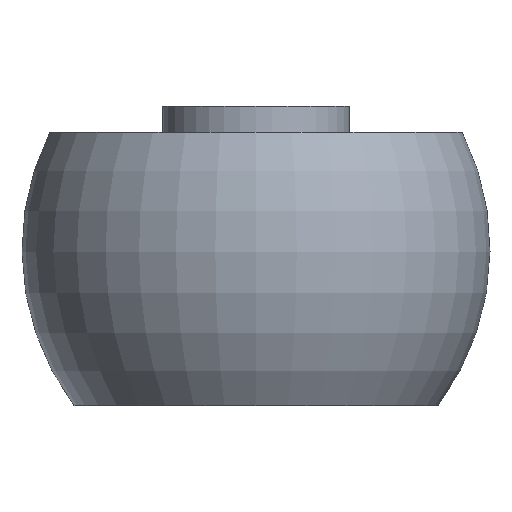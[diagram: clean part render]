
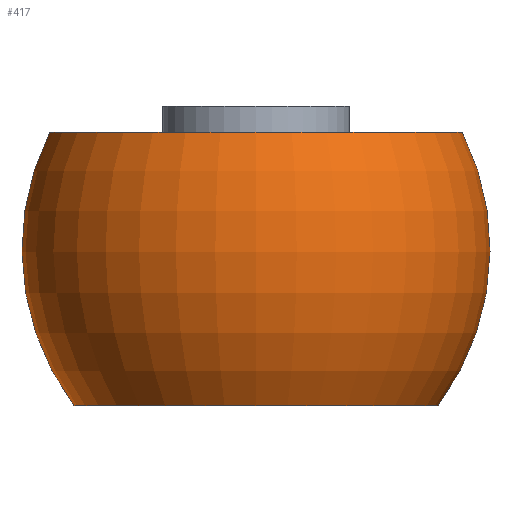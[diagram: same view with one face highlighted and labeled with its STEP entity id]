
A CAD part, front view. The second image highlights one B-rep face of the part: STEP entity #417.
In plain terms, the highlighted face is a revolution surface.
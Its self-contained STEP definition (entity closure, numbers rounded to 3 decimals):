
#273 = PLANE('',#274);
#274 = AXIS2_PLACEMENT_3D('',#275,#276,#277);
#275 = CARTESIAN_POINT('',(96.5,-1.,10.5));
#276 = DIRECTION('',(0.,0.,1.));
#277 = DIRECTION('',(-1.,0.,0.));
#310 = PLANE('',#311);
#311 = AXIS2_PLACEMENT_3D('',#312,#313,#314);
#312 = CARTESIAN_POINT('',(96.5,-1.,0.));
#313 = DIRECTION('',(0.,0.,-1.));
#314 = DIRECTION('',(1.,0.,0.));
#351 = EDGE_CURVE('',#352,#352,#354,.T.);
#352 = VERTEX_POINT('',#353);
#353 = CARTESIAN_POINT('',(104.43,-1.,10.5));
#354 = SURFACE_CURVE('',#355,(#360,#371),.PCURVE_S1.);
#355 = CIRCLE('',#356,7.93);
#356 = AXIS2_PLACEMENT_3D('',#357,#358,#359);
#357 = CARTESIAN_POINT('',(96.5,-1.,10.5));
#358 = DIRECTION('',(0.,0.,-1.));
#359 = DIRECTION('',(1.,0.,0.));
#360 = PCURVE('',#273,#361);
#361 = DEFINITIONAL_REPRESENTATION('',(#362),#370);
#362 = ( BOUNDED_CURVE() B_SPLINE_CURVE(2,(#363,#364,#365,#366,#367,#368
,#369),.UNSPECIFIED.,.T.,.F.) B_SPLINE_CURVE_WITH_KNOTS((1,2,2,2,2,1),(
    -2.094,0.,2.094,4.189,6.283,
8.378),.UNSPECIFIED.) CURVE() GEOMETRIC_REPRESENTATION_ITEM() 
RATIONAL_B_SPLINE_CURVE((1.,0.5,1.,0.5,1.,0.5,1.)) REPRESENTATION_ITEM(
  '') );
#363 = CARTESIAN_POINT('',(-7.93,0.));
#364 = CARTESIAN_POINT('',(-7.93,13.736));
#365 = CARTESIAN_POINT('',(3.965,6.868));
#366 = CARTESIAN_POINT('',(15.861,0.));
#367 = CARTESIAN_POINT('',(3.965,-6.868));
#368 = CARTESIAN_POINT('',(-7.93,-13.736));
#369 = CARTESIAN_POINT('',(-7.93,0.));
#370 = ( GEOMETRIC_REPRESENTATION_CONTEXT(2) 
PARAMETRIC_REPRESENTATION_CONTEXT() REPRESENTATION_CONTEXT('2D SPACE',''
  ) );
#371 = PCURVE('',#372,#381);
#372 = SURFACE_OF_REVOLUTION('',#373,#378);
#373 = CIRCLE('',#374,10.);
#374 = AXIS2_PLACEMENT_3D('',#375,#376,#377);
#375 = CARTESIAN_POINT('',(95.5,-1.,6.));
#376 = DIRECTION('',(0.,-1.,0.));
#377 = DIRECTION('',(1.,0.,0.));
#378 = AXIS1_PLACEMENT('',#379,#380);
#379 = CARTESIAN_POINT('',(96.5,-1.,15.));
#380 = DIRECTION('',(0.,0.,-1.));
#381 = DEFINITIONAL_REPRESENTATION('',(#382),#386);
#382 = LINE('',#383,#384);
#383 = CARTESIAN_POINT('',(0.,6.75));
#384 = VECTOR('',#385,1.);
#385 = DIRECTION('',(1.,0.));
#386 = ( GEOMETRIC_REPRESENTATION_CONTEXT(2) 
PARAMETRIC_REPRESENTATION_CONTEXT() REPRESENTATION_CONTEXT('2D SPACE',''
  ) );
#394 = EDGE_CURVE('',#395,#395,#397,.T.);
#395 = VERTEX_POINT('',#396);
#396 = CARTESIAN_POINT('',(103.5,-1.,0.));
#397 = SURFACE_CURVE('',#398,(#403,#410),.PCURVE_S1.);
#398 = CIRCLE('',#399,7.);
#399 = AXIS2_PLACEMENT_3D('',#400,#401,#402);
#400 = CARTESIAN_POINT('',(96.5,-1.,0.));
#401 = DIRECTION('',(0.,0.,-1.));
#402 = DIRECTION('',(1.,0.,0.));
#403 = PCURVE('',#310,#404);
#404 = DEFINITIONAL_REPRESENTATION('',(#405),#409);
#405 = CIRCLE('',#406,7.);
#406 = AXIS2_PLACEMENT_2D('',#407,#408);
#407 = CARTESIAN_POINT('',(0.,0.));
#408 = DIRECTION('',(1.,-0.));
#409 = ( GEOMETRIC_REPRESENTATION_CONTEXT(2) 
PARAMETRIC_REPRESENTATION_CONTEXT() REPRESENTATION_CONTEXT('2D SPACE',''
  ) );
#410 = PCURVE('',#372,#411);
#411 = DEFINITIONAL_REPRESENTATION('',(#412),#416);
#412 = LINE('',#413,#414);
#413 = CARTESIAN_POINT('',(0.,5.64));
#414 = VECTOR('',#415,1.);
#415 = DIRECTION('',(1.,0.));
#416 = ( GEOMETRIC_REPRESENTATION_CONTEXT(2) 
PARAMETRIC_REPRESENTATION_CONTEXT() REPRESENTATION_CONTEXT('2D SPACE',''
  ) );
#417 = ADVANCED_FACE('',(#418),#372,.F.);
#418 = FACE_BOUND('',#419,.F.);
#419 = EDGE_LOOP('',(#420,#421,#443,#444));
#420 = ORIENTED_EDGE('',*,*,#394,.T.);
#421 = ORIENTED_EDGE('',*,*,#422,.T.);
#422 = EDGE_CURVE('',#395,#352,#423,.T.);
#423 = SEAM_CURVE('',#424,(#429,#436),.PCURVE_S1.);
#424 = CIRCLE('',#425,10.);
#425 = AXIS2_PLACEMENT_3D('',#426,#427,#428);
#426 = CARTESIAN_POINT('',(95.5,-1.,6.));
#427 = DIRECTION('',(0.,-1.,0.));
#428 = DIRECTION('',(1.,0.,0.));
#429 = PCURVE('',#372,#430);
#430 = DEFINITIONAL_REPRESENTATION('',(#431),#435);
#431 = LINE('',#432,#433);
#432 = CARTESIAN_POINT('',(0.,0.));
#433 = VECTOR('',#434,1.);
#434 = DIRECTION('',(0.,1.));
#435 = ( GEOMETRIC_REPRESENTATION_CONTEXT(2) 
PARAMETRIC_REPRESENTATION_CONTEXT() REPRESENTATION_CONTEXT('2D SPACE',''
  ) );
#436 = PCURVE('',#372,#437);
#437 = DEFINITIONAL_REPRESENTATION('',(#438),#442);
#438 = LINE('',#439,#440);
#439 = CARTESIAN_POINT('',(6.283,0.));
#440 = VECTOR('',#441,1.);
#441 = DIRECTION('',(0.,1.));
#442 = ( GEOMETRIC_REPRESENTATION_CONTEXT(2) 
PARAMETRIC_REPRESENTATION_CONTEXT() REPRESENTATION_CONTEXT('2D SPACE',''
  ) );
#443 = ORIENTED_EDGE('',*,*,#351,.F.);
#444 = ORIENTED_EDGE('',*,*,#422,.F.);
